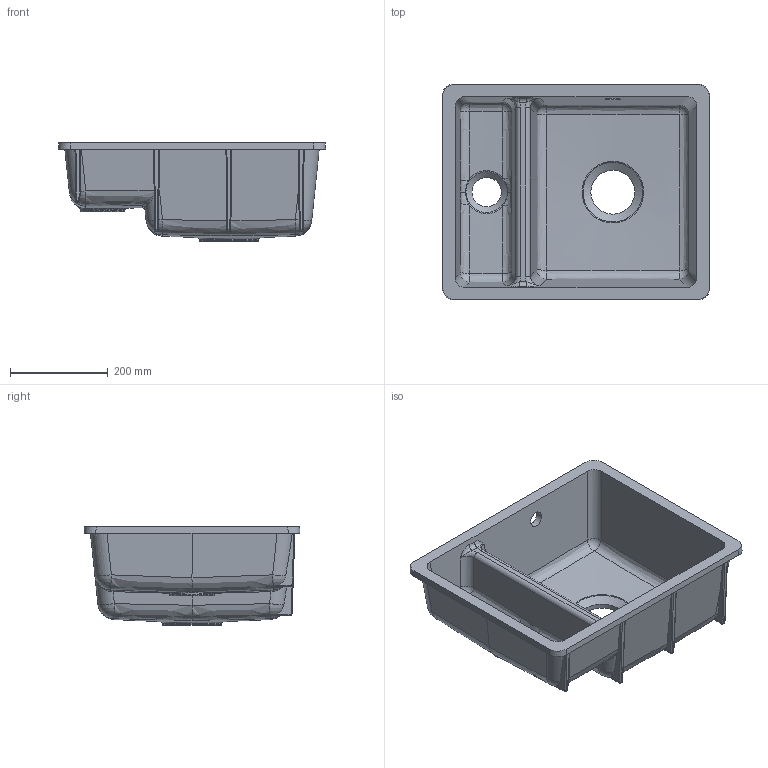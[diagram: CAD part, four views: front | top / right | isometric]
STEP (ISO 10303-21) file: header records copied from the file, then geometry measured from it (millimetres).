
FILE_DESCRIPTION(/* description */ (''),/* implementation_level */ '2;1');
FILE_NAME(/* name */ 'Spuele_6758_Subway-XU.stp',/* time_stamp */ '2019-02-20T10:58:50+01:00',/* author */ (''),/* organization */ (''),/* preprocessor_version */ 'ST-DEVELOPER v16',/* originating_system */ 'SIEMENS PLM Software NX 10.0',/* authorisation */ '');
FILE_SCHEMA (('AUTOMOTIVE_DESIGN { 1 0 10303 214 3 1 1 1 }'));
Length unit declared in the file: millimetre
Products named in the file (1): Sier17C06C057na5
Bounding box: 547 x 442 x 201 mm (x, y, z)
Volume: 7939682.9 mm3; surface area: 1027137.6 mm2
Topology: 1 solids, 1 shells, 180 faces, 452 edges, 269 vertices
Faces by surface type: bspline 67, cylinder 49, plane 41, sphere 14, cone 5, torus 4
Full cylindrical faces by diameter (mm): 31 x1, 60 x1, 90 x1, 122 x1
Entity records: 8831 total; most frequent: CARTESIAN_POINT 5091, ORIENTED_EDGE 866, DIRECTION 651, EDGE_CURVE 433, AXIS2_PLACEMENT_3D 275, VERTEX_POINT 267, EDGE_LOOP 198, ADVANCED_FACE 180
